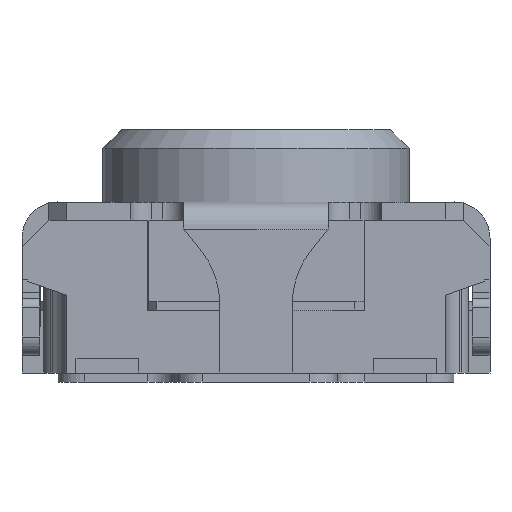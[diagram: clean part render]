
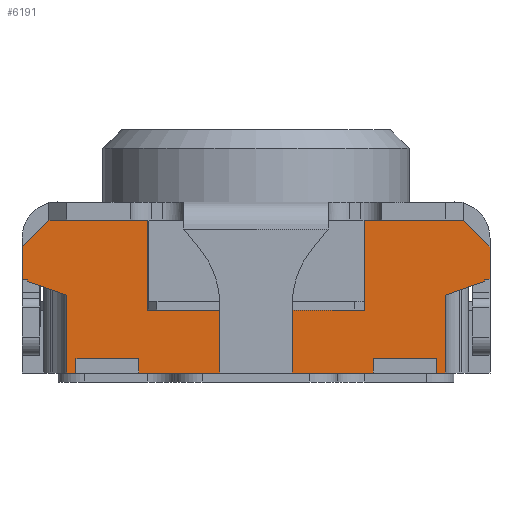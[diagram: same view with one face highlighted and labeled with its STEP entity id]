
A CAD part, left-side view. The second image highlights one B-rep face of the part: STEP entity #6191.
In plain terms, the highlighted planar face has unit normal (-1, 0, 0).
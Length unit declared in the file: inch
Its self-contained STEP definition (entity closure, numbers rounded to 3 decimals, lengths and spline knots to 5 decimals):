
#363=FACE_OUTER_BOUND('',#693,.T.);
#693=EDGE_LOOP('',(#4709,#4710,#4711,#4712,#4713,#4714,#4715,#4716,#4717,
#4718,#4719,#4720,#4721,#4722,#4723,#4724,#4725,#4726,#4727,#4728,#4729,
#4730,#4731,#4732,#4733,#4734));
#953=LINE('',#8723,#1720);
#974=LINE('',#8770,#1741);
#1059=LINE('',#8964,#1826);
#1062=LINE('',#8969,#1829);
#1065=LINE('',#8974,#1832);
#1262=LINE('',#9449,#2029);
#1307=LINE('',#9556,#2074);
#1364=LINE('',#9725,#2131);
#1367=LINE('',#9731,#2134);
#1368=LINE('',#9733,#2135);
#1369=LINE('',#9735,#2136);
#1370=LINE('',#9737,#2137);
#1371=LINE('',#9739,#2138);
#1372=LINE('',#9740,#2139);
#1373=LINE('',#9741,#2140);
#1374=LINE('',#9742,#2141);
#1375=LINE('',#9744,#2142);
#1376=LINE('',#9745,#2143);
#1377=LINE('',#9747,#2144);
#1378=LINE('',#9749,#2145);
#1379=LINE('',#9750,#2146);
#1380=LINE('',#9752,#2147);
#1381=LINE('',#9754,#2148);
#1382=LINE('',#9755,#2149);
#1383=LINE('',#9757,#2150);
#1384=LINE('',#9758,#2151);
#1720=VECTOR('',#6966,0.02165);
#1741=VECTOR('',#7001,0.02165);
#1826=VECTOR('',#7138,0.00197);
#1829=VECTOR('',#7141,0.05118);
#1832=VECTOR('',#7144,0.00197);
#2029=VECTOR('',#7501,0.04724);
#2074=VECTOR('',#7590,0.00118);
#2131=VECTOR('',#7715,0.00315);
#2134=VECTOR('',#7720,0.01703);
#2135=VECTOR('',#7721,0.00918);
#2136=VECTOR('',#7722,0.00041);
#2137=VECTOR('',#7723,0.00118);
#2138=VECTOR('',#7724,0.00709);
#2139=VECTOR('',#7725,0.00835);
#2140=VECTOR('',#7726,0.01969);
#2141=VECTOR('',#7727,0.01969);
#2142=VECTOR('',#7728,0.00835);
#2143=VECTOR('',#7729,0.00709);
#2144=VECTOR('',#7730,0.00041);
#2145=VECTOR('',#7731,0.00918);
#2146=VECTOR('',#7732,0.01703);
#2147=VECTOR('',#7733,0.00315);
#2148=VECTOR('',#7734,0.01378);
#2149=VECTOR('',#7735,0.00315);
#2150=VECTOR('',#7736,0.00315);
#2151=VECTOR('',#7737,0.01378);
#2484=VERTEX_POINT('',#8720);
#2485=VERTEX_POINT('',#8722);
#2503=VERTEX_POINT('',#8767);
#2504=VERTEX_POINT('',#8769);
#2586=VERTEX_POINT('',#8961);
#2587=VERTEX_POINT('',#8963);
#2588=VERTEX_POINT('',#8966);
#2589=VERTEX_POINT('',#8968);
#2590=VERTEX_POINT('',#8971);
#2591=VERTEX_POINT('',#8973);
#2788=VERTEX_POINT('',#9446);
#2789=VERTEX_POINT('',#9448);
#2828=VERTEX_POINT('',#9553);
#2829=VERTEX_POINT('',#9555);
#2862=VERTEX_POINT('',#9724);
#2864=VERTEX_POINT('',#9730);
#2865=VERTEX_POINT('',#9732);
#2866=VERTEX_POINT('',#9734);
#2867=VERTEX_POINT('',#9736);
#2868=VERTEX_POINT('',#9738);
#2869=VERTEX_POINT('',#9743);
#2870=VERTEX_POINT('',#9746);
#2871=VERTEX_POINT('',#9748);
#2872=VERTEX_POINT('',#9751);
#2873=VERTEX_POINT('',#9753);
#2874=VERTEX_POINT('',#9756);
#3080=EDGE_CURVE('',#2485,#2484,#953,.T.);
#3104=EDGE_CURVE('',#2504,#2503,#974,.T.);
#3201=EDGE_CURVE('',#2586,#2587,#1059,.T.);
#3204=EDGE_CURVE('',#2588,#2589,#1062,.T.);
#3207=EDGE_CURVE('',#2590,#2591,#1065,.T.);
#3446=EDGE_CURVE('',#2788,#2789,#1262,.T.);
#3501=EDGE_CURVE('',#2829,#2828,#1307,.T.);
#3569=EDGE_CURVE('',#2587,#2862,#1364,.T.);
#3572=EDGE_CURVE('',#2586,#2864,#1367,.T.);
#3573=EDGE_CURVE('',#2865,#2864,#1368,.T.);
#3574=EDGE_CURVE('',#2865,#2866,#1369,.T.);
#3575=EDGE_CURVE('',#2867,#2866,#1370,.T.);
#3576=EDGE_CURVE('',#2867,#2868,#1371,.T.);
#3577=EDGE_CURVE('',#2504,#2868,#1372,.T.);
#3578=EDGE_CURVE('',#2503,#2789,#1373,.T.);
#3579=EDGE_CURVE('',#2788,#2485,#1374,.T.);
#3580=EDGE_CURVE('',#2869,#2484,#1375,.T.);
#3581=EDGE_CURVE('',#2869,#2829,#1376,.T.);
#3582=EDGE_CURVE('',#2828,#2870,#1377,.T.);
#3583=EDGE_CURVE('',#2871,#2870,#1378,.T.);
#3584=EDGE_CURVE('',#2871,#2591,#1379,.T.);
#3585=EDGE_CURVE('',#2590,#2872,#1380,.T.);
#3586=EDGE_CURVE('',#2872,#2873,#1381,.T.);
#3587=EDGE_CURVE('',#2873,#2589,#1382,.T.);
#3588=EDGE_CURVE('',#2588,#2874,#1383,.T.);
#3589=EDGE_CURVE('',#2874,#2862,#1384,.T.);
#4709=ORIENTED_EDGE('',*,*,#3569,.F.);
#4710=ORIENTED_EDGE('',*,*,#3201,.F.);
#4711=ORIENTED_EDGE('',*,*,#3572,.T.);
#4712=ORIENTED_EDGE('',*,*,#3573,.F.);
#4713=ORIENTED_EDGE('',*,*,#3574,.T.);
#4714=ORIENTED_EDGE('',*,*,#3575,.F.);
#4715=ORIENTED_EDGE('',*,*,#3576,.T.);
#4716=ORIENTED_EDGE('',*,*,#3577,.F.);
#4717=ORIENTED_EDGE('',*,*,#3104,.T.);
#4718=ORIENTED_EDGE('',*,*,#3578,.T.);
#4719=ORIENTED_EDGE('',*,*,#3446,.F.);
#4720=ORIENTED_EDGE('',*,*,#3579,.T.);
#4721=ORIENTED_EDGE('',*,*,#3080,.T.);
#4722=ORIENTED_EDGE('',*,*,#3580,.F.);
#4723=ORIENTED_EDGE('',*,*,#3581,.T.);
#4724=ORIENTED_EDGE('',*,*,#3501,.T.);
#4725=ORIENTED_EDGE('',*,*,#3582,.T.);
#4726=ORIENTED_EDGE('',*,*,#3583,.F.);
#4727=ORIENTED_EDGE('',*,*,#3584,.T.);
#4728=ORIENTED_EDGE('',*,*,#3207,.F.);
#4729=ORIENTED_EDGE('',*,*,#3585,.T.);
#4730=ORIENTED_EDGE('',*,*,#3586,.T.);
#4731=ORIENTED_EDGE('',*,*,#3587,.T.);
#4732=ORIENTED_EDGE('',*,*,#3204,.F.);
#4733=ORIENTED_EDGE('',*,*,#3588,.T.);
#4734=ORIENTED_EDGE('',*,*,#3589,.T.);
#5933=PLANE('',#6615);
#6191=ADVANCED_FACE('',(#363),#5933,.T.);
#6615=AXIS2_PLACEMENT_3D('',#9729,#7718,#7719);
#6966=DIRECTION('',(0.,1.,0.));
#7001=DIRECTION('',(0.,1.,0.));
#7138=DIRECTION('',(0.,1.,0.));
#7141=DIRECTION('',(0.,1.,0.));
#7144=DIRECTION('',(0.,1.,0.));
#7501=DIRECTION('',(0.,-1.,0.));
#7590=DIRECTION('',(0.,-1.,0.));
#7715=DIRECTION('',(0.,0.,1.));
#7718=DIRECTION('center_axis',(-1.,0.,0.));
#7719=DIRECTION('ref_axis',(0.,-1.,0.));
#7720=DIRECTION('',(0.,0.,1.));
#7721=DIRECTION('',(0.,0.944,-0.33));
#7722=DIRECTION('',(0.,0.,1.));
#7723=DIRECTION('',(0.,1.,0.));
#7724=DIRECTION('',(0.,0.,1.));
#7725=DIRECTION('',(0.,-0.707,-0.707));
#7726=DIRECTION('',(0.,0.,-1.));
#7727=DIRECTION('',(0.,0.,1.));
#7728=DIRECTION('',(0.,-0.707,0.707));
#7729=DIRECTION('',(0.,0.,-1.));
#7730=DIRECTION('',(0.,0.,-1.));
#7731=DIRECTION('',(0.,0.944,0.33));
#7732=DIRECTION('',(0.,0.,-1.));
#7733=DIRECTION('',(0.,0.,1.));
#7734=DIRECTION('',(0.,-1.,0.));
#7735=DIRECTION('',(0.,0.,-1.));
#7736=DIRECTION('',(0.,0.,1.));
#7737=DIRECTION('',(0.,-1.,0.));
#8720=CARTESIAN_POINT('',(-0.06004,0.04528,0.03346));
#8722=CARTESIAN_POINT('',(-0.06004,0.02362,0.03346));
#8723=CARTESIAN_POINT('',(-0.06004,0.02362,0.03346));
#8767=CARTESIAN_POINT('',(-0.06004,-0.02362,0.03346));
#8769=CARTESIAN_POINT('',(-0.06004,-0.04528,0.03346));
#8770=CARTESIAN_POINT('',(-0.06004,-0.04528,0.03346));
#8961=CARTESIAN_POINT('',(-0.06004,-0.04134,0.));
#8963=CARTESIAN_POINT('',(-0.06004,-0.03937,0.));
#8964=CARTESIAN_POINT('',(-0.06004,-0.04134,0.));
#8966=CARTESIAN_POINT('',(-0.06004,-0.02559,0.));
#8968=CARTESIAN_POINT('',(-0.06004,0.02559,0.));
#8969=CARTESIAN_POINT('',(-0.06004,-0.02559,0.));
#8971=CARTESIAN_POINT('',(-0.06004,0.03937,0.));
#8973=CARTESIAN_POINT('',(-0.06004,0.04134,0.));
#8974=CARTESIAN_POINT('',(-0.06004,0.03937,0.));
#9446=CARTESIAN_POINT('',(-0.06004,0.02362,0.01378));
#9448=CARTESIAN_POINT('',(-0.06004,-0.02362,0.01378));
#9449=CARTESIAN_POINT('',(-0.06004,0.02362,0.01378));
#9553=CARTESIAN_POINT('',(-0.06004,0.05,0.02047));
#9555=CARTESIAN_POINT('',(-0.06004,0.05118,0.02047));
#9556=CARTESIAN_POINT('',(-0.06004,0.05118,0.02047));
#9724=CARTESIAN_POINT('',(-0.06004,-0.03937,0.00315));
#9725=CARTESIAN_POINT('',(-0.06004,-0.03937,0.));
#9729=CARTESIAN_POINT('Origin',(-0.06004,0.,0.01673));
#9730=CARTESIAN_POINT('',(-0.06004,-0.04134,0.01703));
#9731=CARTESIAN_POINT('',(-0.06004,-0.04134,0.));
#9732=CARTESIAN_POINT('',(-0.06004,-0.05,0.02006));
#9733=CARTESIAN_POINT('',(-0.06004,-0.05,0.02006));
#9734=CARTESIAN_POINT('',(-0.06004,-0.05,0.02047));
#9735=CARTESIAN_POINT('',(-0.06004,-0.05,0.02006));
#9736=CARTESIAN_POINT('',(-0.06004,-0.05118,0.02047));
#9737=CARTESIAN_POINT('',(-0.06004,-0.05118,0.02047));
#9738=CARTESIAN_POINT('',(-0.06004,-0.05118,0.02756));
#9739=CARTESIAN_POINT('',(-0.06004,-0.05118,0.02047));
#9740=CARTESIAN_POINT('',(-0.06004,-0.04528,0.03346));
#9741=CARTESIAN_POINT('',(-0.06004,-0.02362,0.03346));
#9742=CARTESIAN_POINT('',(-0.06004,0.02362,0.01378));
#9743=CARTESIAN_POINT('',(-0.06004,0.05118,0.02756));
#9744=CARTESIAN_POINT('',(-0.06004,0.05118,0.02756));
#9745=CARTESIAN_POINT('',(-0.06004,0.05118,0.02756));
#9746=CARTESIAN_POINT('',(-0.06004,0.05,0.02006));
#9747=CARTESIAN_POINT('',(-0.06004,0.05,0.02047));
#9748=CARTESIAN_POINT('',(-0.06004,0.04134,0.01703));
#9749=CARTESIAN_POINT('',(-0.06004,0.04134,0.01703));
#9750=CARTESIAN_POINT('',(-0.06004,0.04134,0.01703));
#9751=CARTESIAN_POINT('',(-0.06004,0.03937,0.00315));
#9752=CARTESIAN_POINT('',(-0.06004,0.03937,0.));
#9753=CARTESIAN_POINT('',(-0.06004,0.02559,0.00315));
#9754=CARTESIAN_POINT('',(-0.06004,0.03937,0.00315));
#9755=CARTESIAN_POINT('',(-0.06004,0.02559,0.00315));
#9756=CARTESIAN_POINT('',(-0.06004,-0.02559,0.00315));
#9757=CARTESIAN_POINT('',(-0.06004,-0.02559,0.));
#9758=CARTESIAN_POINT('',(-0.06004,-0.02559,0.00315));
